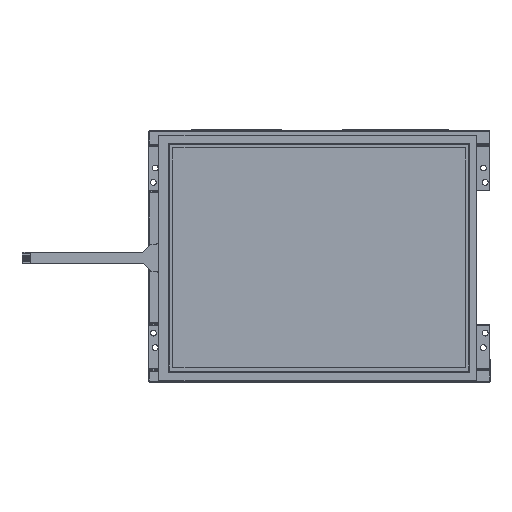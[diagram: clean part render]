
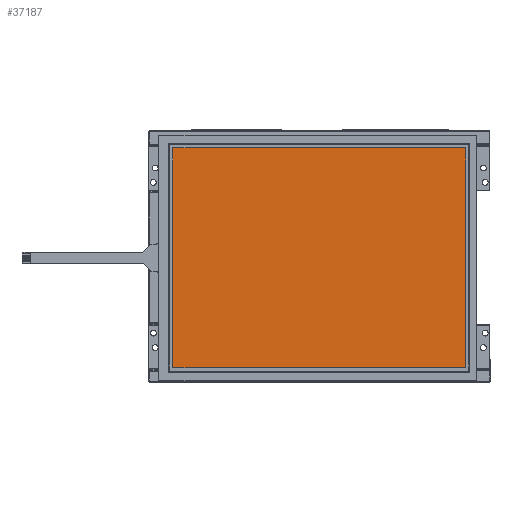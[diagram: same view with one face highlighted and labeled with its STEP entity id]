
A CAD part, top view. The second image highlights one B-rep face of the part: STEP entity #37187.
In plain terms, the highlighted planar face has unit normal (0, 0, 1).
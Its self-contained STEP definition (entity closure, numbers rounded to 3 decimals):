
#2937=FACE_OUTER_BOUND('',#4949,.T.);
#4949=EDGE_LOOP('',(#34041,#34042,#34043,#34044));
#10275=LINE('',#64171,#14220);
#10276=LINE('',#64173,#14221);
#10277=LINE('',#64175,#14222);
#10278=LINE('',#64176,#14223);
#14220=VECTOR('',#51312,10.);
#14221=VECTOR('',#51313,10.);
#14222=VECTOR('',#51314,10.);
#14223=VECTOR('',#51315,10.);
#17756=VERTEX_POINT('',#64169);
#17757=VERTEX_POINT('',#64170);
#17758=VERTEX_POINT('',#64172);
#17759=VERTEX_POINT('',#64174);
#23191=EDGE_CURVE('',#17756,#17757,#10275,.T.);
#23192=EDGE_CURVE('',#17758,#17756,#10276,.T.);
#23193=EDGE_CURVE('',#17759,#17758,#10277,.T.);
#23194=EDGE_CURVE('',#17757,#17759,#10278,.T.);
#34041=ORIENTED_EDGE('',*,*,#23191,.F.);
#34042=ORIENTED_EDGE('',*,*,#23192,.F.);
#34043=ORIENTED_EDGE('',*,*,#23193,.F.);
#34044=ORIENTED_EDGE('',*,*,#23194,.F.);
#35252=PLANE('',#40618);
#37187=ADVANCED_FACE('',(#2937),#35252,.T.);
#40618=AXIS2_PLACEMENT_3D('',#64168,#51310,#51311);
#51310=DIRECTION('center_axis',(0.,0.,1.));
#51311=DIRECTION('ref_axis',(1.,0.,0.));
#51312=DIRECTION('',(0.,-1.,0.));
#51313=DIRECTION('',(1.,0.,0.));
#51314=DIRECTION('',(0.,1.,0.));
#51315=DIRECTION('',(-1.,0.,0.));
#64168=CARTESIAN_POINT('Origin',(-0.85,0.,
0.));
#64169=CARTESIAN_POINT('',(85.45,64.15,0.));
#64170=CARTESIAN_POINT('',(85.45,-64.15,0.));
#64171=CARTESIAN_POINT('',(85.45,-32.075,0.));
#64172=CARTESIAN_POINT('',(-85.45,64.15,0.));
#64173=CARTESIAN_POINT('',(42.3,64.15,0.));
#64174=CARTESIAN_POINT('',(-85.45,-64.15,0.));
#64175=CARTESIAN_POINT('',(-85.45,32.075,0.));
#64176=CARTESIAN_POINT('',(-43.15,-64.15,0.));
